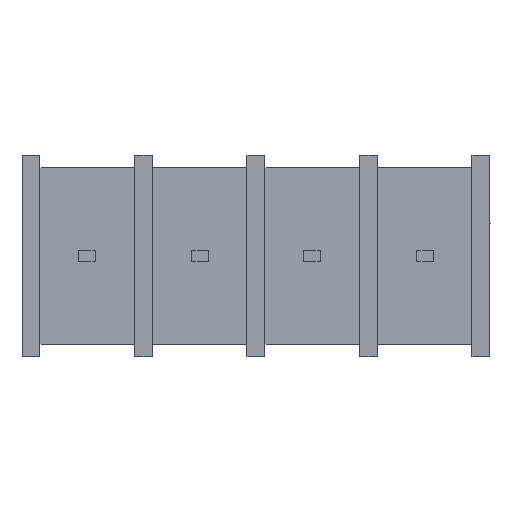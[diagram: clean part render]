
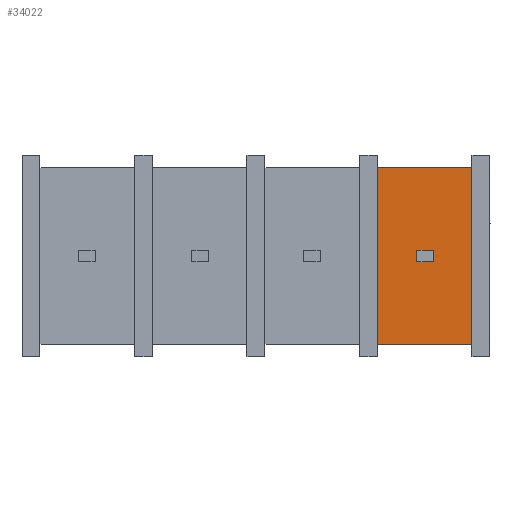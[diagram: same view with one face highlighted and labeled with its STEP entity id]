
A CAD part, front view. The second image highlights one B-rep face of the part: STEP entity #34022.
In plain terms, the highlighted planar face has unit normal (0, -1, 0).
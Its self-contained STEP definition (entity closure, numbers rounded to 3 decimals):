
#42 = VECTOR ( 'NONE', #37582, 1000. ) ;
#356 = VERTEX_POINT ( 'NONE', #7873 ) ;
#1047 = ORIENTED_EDGE ( 'NONE', *, *, #30020, .F. ) ;
#1685 = CARTESIAN_POINT ( 'NONE',  ( 4.325, -6.608, 0.4 ) ) ;
#1843 = AXIS2_PLACEMENT_3D ( 'NONE', #9949, #2344, #15480 ) ;
#2344 = DIRECTION ( 'NONE',  ( 0., 1., 0. ) ) ;
#2533 = CARTESIAN_POINT ( 'NONE',  ( 4.325, -6.608, 0.4 ) ) ;
#3761 = CARTESIAN_POINT ( 'NONE',  ( 6.9, -6.608, -5.9 ) ) ;
#4127 = CARTESIAN_POINT ( 'NONE',  ( 4.325, -6.608, -0.4 ) ) ;
#4974 = CARTESIAN_POINT ( 'NONE',  ( 3.225, -6.608, 0.4 ) ) ;
#6243 = LINE ( 'NONE', #41941, #11226 ) ;
#6294 = EDGE_LOOP ( 'NONE', ( #12042, #17419, #26725, #6563 ) ) ;
#6563 = ORIENTED_EDGE ( 'NONE', *, *, #30486, .T. ) ;
#7146 = CARTESIAN_POINT ( 'NONE',  ( 0.6, -6.608, 5.9 ) ) ;
#7610 = VECTOR ( 'NONE', #27619, 1000. ) ;
#7873 = CARTESIAN_POINT ( 'NONE',  ( 4.325, -6.608, -0.4 ) ) ;
#8259 = EDGE_CURVE ( 'NONE', #32369, #356, #33259, .T. ) ;
#8459 = VECTOR ( 'NONE', #13685, 1000. ) ;
#9949 = CARTESIAN_POINT ( 'NONE',  ( 7., -6.608, -5.5 ) ) ;
#10247 = EDGE_CURVE ( 'NONE', #15499, #33413, #40736, .T. ) ;
#10569 = CARTESIAN_POINT ( 'NONE',  ( 7., -6.608, 5.9 ) ) ;
#11226 = VECTOR ( 'NONE', #23639, 1000. ) ;
#11974 = VECTOR ( 'NONE', #40200, 1000. ) ;
#12042 = ORIENTED_EDGE ( 'NONE', *, *, #16501, .F. ) ;
#12303 = VERTEX_POINT ( 'NONE', #27621 ) ;
#13685 = DIRECTION ( 'NONE',  ( -1., 0., 0. ) ) ;
#14801 = ORIENTED_EDGE ( 'NONE', *, *, #8259, .F. ) ;
#14989 = DIRECTION ( 'NONE',  ( 0., 0., -1. ) ) ;
#15480 = DIRECTION ( 'NONE',  ( 0., 0., 1. ) ) ;
#15499 = VERTEX_POINT ( 'NONE', #2533 ) ;
#16501 = EDGE_CURVE ( 'NONE', #40508, #40055, #19313, .T. ) ;
#17419 = ORIENTED_EDGE ( 'NONE', *, *, #18938, .T. ) ;
#18392 = CARTESIAN_POINT ( 'NONE',  ( 3.225, -6.608, -0.4 ) ) ;
#18642 = VERTEX_POINT ( 'NONE', #7146 ) ;
#18938 = EDGE_CURVE ( 'NONE', #40508, #12303, #6243, .T. ) ;
#19313 = LINE ( 'NONE', #31653, #28443 ) ;
#21450 = LINE ( 'NONE', #31865, #42 ) ;
#22107 = FACE_BOUND ( 'NONE', #31567, .T. ) ;
#22204 = CARTESIAN_POINT ( 'NONE',  ( 0.6, -6.608, -5.9 ) ) ;
#22383 = ORIENTED_EDGE ( 'NONE', *, *, #40800, .F. ) ;
#23639 = DIRECTION ( 'NONE',  ( 0., 0., 1. ) ) ;
#24595 = CARTESIAN_POINT ( 'NONE',  ( 0.6, -6.608, 5.515 ) ) ;
#26725 = ORIENTED_EDGE ( 'NONE', *, *, #31618, .T. ) ;
#27619 = DIRECTION ( 'NONE',  ( -1., 0., 0. ) ) ;
#27621 = CARTESIAN_POINT ( 'NONE',  ( 6.9, -6.608, 5.9 ) ) ;
#28443 = VECTOR ( 'NONE', #35462, 1000. ) ;
#28492 = ORIENTED_EDGE ( 'NONE', *, *, #10247, .F. ) ;
#28728 = VECTOR ( 'NONE', #37041, 1000. ) ;
#30020 = EDGE_CURVE ( 'NONE', #33413, #32369, #21450, .T. ) ;
#30486 = EDGE_CURVE ( 'NONE', #18642, #40055, #30972, .T. ) ;
#30972 = LINE ( 'NONE', #24595, #41395 ) ;
#31567 = EDGE_LOOP ( 'NONE', ( #22383, #14801, #1047, #28492 ) ) ;
#31618 = EDGE_CURVE ( 'NONE', #12303, #18642, #40253, .T. ) ;
#31653 = CARTESIAN_POINT ( 'NONE',  ( 7., -6.608, -5.9 ) ) ;
#31865 = CARTESIAN_POINT ( 'NONE',  ( 3.225, -6.608, 0.4 ) ) ;
#32369 = VERTEX_POINT ( 'NONE', #18392 ) ;
#32890 = PLANE ( 'NONE',  #1843 ) ;
#33258 = LINE ( 'NONE', #40198, #28728 ) ;
#33259 = LINE ( 'NONE', #4127, #11974 ) ;
#33413 = VERTEX_POINT ( 'NONE', #4974 ) ;
#34022 = ADVANCED_FACE ( 'NONE', ( #34633, #22107 ), #32890, .F. ) ;
#34633 = FACE_OUTER_BOUND ( 'NONE', #6294, .T. ) ;
#35462 = DIRECTION ( 'NONE',  ( -1., 0., 0. ) ) ;
#37041 = DIRECTION ( 'NONE',  ( 0., 0., 1. ) ) ;
#37582 = DIRECTION ( 'NONE',  ( 0., 0., -1. ) ) ;
#40055 = VERTEX_POINT ( 'NONE', #22204 ) ;
#40198 = CARTESIAN_POINT ( 'NONE',  ( 4.325, -6.608, 0.4 ) ) ;
#40200 = DIRECTION ( 'NONE',  ( 1., 0., 0. ) ) ;
#40253 = LINE ( 'NONE', #10569, #8459 ) ;
#40508 = VERTEX_POINT ( 'NONE', #3761 ) ;
#40736 = LINE ( 'NONE', #1685, #7610 ) ;
#40800 = EDGE_CURVE ( 'NONE', #356, #15499, #33258, .T. ) ;
#41395 = VECTOR ( 'NONE', #14989, 1000. ) ;
#41941 = CARTESIAN_POINT ( 'NONE',  ( 6.9, -6.608, -5.5 ) ) ;
